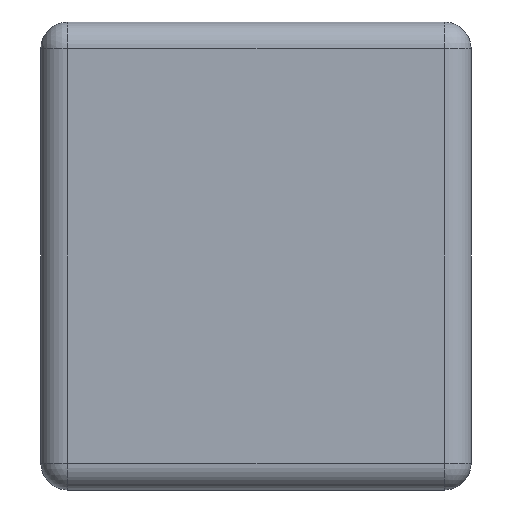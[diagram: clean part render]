
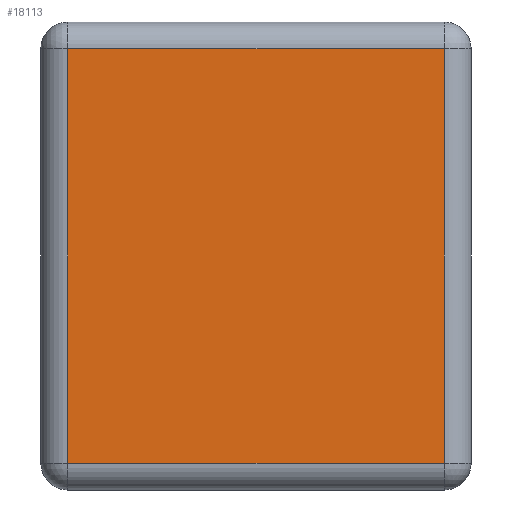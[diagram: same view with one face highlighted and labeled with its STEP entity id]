
A CAD part, left-side view. The second image highlights one B-rep face of the part: STEP entity #18113.
In plain terms, the highlighted planar face has unit normal (-1, 0, 0).
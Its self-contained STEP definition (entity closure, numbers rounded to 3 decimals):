
#18113 = ADVANCED_FACE('',(#18114),#18128,.F.);
#18114 = FACE_BOUND('',#18115,.F.);
#18115 = EDGE_LOOP('',(#18116,#18151,#18179,#18207));
#18116 = ORIENTED_EDGE('',*,*,#18117,.F.);
#18117 = EDGE_CURVE('',#18118,#18120,#18122,.T.);
#18118 = VERTEX_POINT('',#18119);
#18119 = CARTESIAN_POINT('',(-0.8,-0.35,0.05));
#18120 = VERTEX_POINT('',#18121);
#18121 = CARTESIAN_POINT('',(-0.8,-0.35,0.82));
#18122 = SURFACE_CURVE('',#18123,(#18127,#18139),.PCURVE_S1.);
#18123 = LINE('',#18124,#18125);
#18124 = CARTESIAN_POINT('',(-0.8,-0.35,0.));
#18125 = VECTOR('',#18126,1.);
#18126 = DIRECTION('',(0.,0.,1.));
#18127 = PCURVE('',#18128,#18133);
#18128 = PLANE('',#18129);
#18129 = AXIS2_PLACEMENT_3D('',#18130,#18131,#18132);
#18130 = CARTESIAN_POINT('',(-0.8,-0.4,0.));
#18131 = DIRECTION('',(1.,0.,0.));
#18132 = DIRECTION('',(0.,0.,1.));
#18133 = DEFINITIONAL_REPRESENTATION('',(#18134),#18138);
#18134 = LINE('',#18135,#18136);
#18135 = CARTESIAN_POINT('',(0.,-0.05));
#18136 = VECTOR('',#18137,1.);
#18137 = DIRECTION('',(1.,0.));
#18138 = ( GEOMETRIC_REPRESENTATION_CONTEXT(2) 
PARAMETRIC_REPRESENTATION_CONTEXT() REPRESENTATION_CONTEXT('2D SPACE',''
  ) );
#18139 = PCURVE('',#18140,#18145);
#18140 = CYLINDRICAL_SURFACE('',#18141,0.05);
#18141 = AXIS2_PLACEMENT_3D('',#18142,#18143,#18144);
#18142 = CARTESIAN_POINT('',(-0.75,-0.35,0.));
#18143 = DIRECTION('',(0.,0.,1.));
#18144 = DIRECTION('',(-1.,0.,0.));
#18145 = DEFINITIONAL_REPRESENTATION('',(#18146),#18150);
#18146 = LINE('',#18147,#18148);
#18147 = CARTESIAN_POINT('',(0.,0.));
#18148 = VECTOR('',#18149,1.);
#18149 = DIRECTION('',(0.,1.));
#18150 = ( GEOMETRIC_REPRESENTATION_CONTEXT(2) 
PARAMETRIC_REPRESENTATION_CONTEXT() REPRESENTATION_CONTEXT('2D SPACE',''
  ) );
#18151 = ORIENTED_EDGE('',*,*,#18152,.T.);
#18152 = EDGE_CURVE('',#18118,#18153,#18155,.T.);
#18153 = VERTEX_POINT('',#18154);
#18154 = CARTESIAN_POINT('',(-0.8,0.35,0.05));
#18155 = SURFACE_CURVE('',#18156,(#18160,#18167),.PCURVE_S1.);
#18156 = LINE('',#18157,#18158);
#18157 = CARTESIAN_POINT('',(-0.8,-0.4,0.05));
#18158 = VECTOR('',#18159,1.);
#18159 = DIRECTION('',(0.,1.,0.));
#18160 = PCURVE('',#18128,#18161);
#18161 = DEFINITIONAL_REPRESENTATION('',(#18162),#18166);
#18162 = LINE('',#18163,#18164);
#18163 = CARTESIAN_POINT('',(0.05,0.));
#18164 = VECTOR('',#18165,1.);
#18165 = DIRECTION('',(0.,-1.));
#18166 = ( GEOMETRIC_REPRESENTATION_CONTEXT(2) 
PARAMETRIC_REPRESENTATION_CONTEXT() REPRESENTATION_CONTEXT('2D SPACE',''
  ) );
#18167 = PCURVE('',#18168,#18173);
#18168 = CYLINDRICAL_SURFACE('',#18169,0.05);
#18169 = AXIS2_PLACEMENT_3D('',#18170,#18171,#18172);
#18170 = CARTESIAN_POINT('',(-0.75,-0.4,0.05));
#18171 = DIRECTION('',(0.,1.,0.));
#18172 = DIRECTION('',(-1.,0.,0.));
#18173 = DEFINITIONAL_REPRESENTATION('',(#18174),#18178);
#18174 = LINE('',#18175,#18176);
#18175 = CARTESIAN_POINT('',(0.,0.));
#18176 = VECTOR('',#18177,1.);
#18177 = DIRECTION('',(0.,1.));
#18178 = ( GEOMETRIC_REPRESENTATION_CONTEXT(2) 
PARAMETRIC_REPRESENTATION_CONTEXT() REPRESENTATION_CONTEXT('2D SPACE',''
  ) );
#18179 = ORIENTED_EDGE('',*,*,#18180,.T.);
#18180 = EDGE_CURVE('',#18153,#18181,#18183,.T.);
#18181 = VERTEX_POINT('',#18182);
#18182 = CARTESIAN_POINT('',(-0.8,0.35,0.82));
#18183 = SURFACE_CURVE('',#18184,(#18188,#18195),.PCURVE_S1.);
#18184 = LINE('',#18185,#18186);
#18185 = CARTESIAN_POINT('',(-0.8,0.35,0.));
#18186 = VECTOR('',#18187,1.);
#18187 = DIRECTION('',(0.,0.,1.));
#18188 = PCURVE('',#18128,#18189);
#18189 = DEFINITIONAL_REPRESENTATION('',(#18190),#18194);
#18190 = LINE('',#18191,#18192);
#18191 = CARTESIAN_POINT('',(0.,-0.75));
#18192 = VECTOR('',#18193,1.);
#18193 = DIRECTION('',(1.,0.));
#18194 = ( GEOMETRIC_REPRESENTATION_CONTEXT(2) 
PARAMETRIC_REPRESENTATION_CONTEXT() REPRESENTATION_CONTEXT('2D SPACE',''
  ) );
#18195 = PCURVE('',#18196,#18201);
#18196 = CYLINDRICAL_SURFACE('',#18197,0.05);
#18197 = AXIS2_PLACEMENT_3D('',#18198,#18199,#18200);
#18198 = CARTESIAN_POINT('',(-0.75,0.35,0.));
#18199 = DIRECTION('',(0.,0.,1.));
#18200 = DIRECTION('',(-1.,0.,0.));
#18201 = DEFINITIONAL_REPRESENTATION('',(#18202),#18206);
#18202 = LINE('',#18203,#18204);
#18203 = CARTESIAN_POINT('',(0.,0.));
#18204 = VECTOR('',#18205,1.);
#18205 = DIRECTION('',(0.,1.));
#18206 = ( GEOMETRIC_REPRESENTATION_CONTEXT(2) 
PARAMETRIC_REPRESENTATION_CONTEXT() REPRESENTATION_CONTEXT('2D SPACE',''
  ) );
#18207 = ORIENTED_EDGE('',*,*,#18208,.F.);
#18208 = EDGE_CURVE('',#18120,#18181,#18209,.T.);
#18209 = SURFACE_CURVE('',#18210,(#18214,#18221),.PCURVE_S1.);
#18210 = LINE('',#18211,#18212);
#18211 = CARTESIAN_POINT('',(-0.8,-0.4,0.82));
#18212 = VECTOR('',#18213,1.);
#18213 = DIRECTION('',(0.,1.,0.));
#18214 = PCURVE('',#18128,#18215);
#18215 = DEFINITIONAL_REPRESENTATION('',(#18216),#18220);
#18216 = LINE('',#18217,#18218);
#18217 = CARTESIAN_POINT('',(0.82,0.));
#18218 = VECTOR('',#18219,1.);
#18219 = DIRECTION('',(0.,-1.));
#18220 = ( GEOMETRIC_REPRESENTATION_CONTEXT(2) 
PARAMETRIC_REPRESENTATION_CONTEXT() REPRESENTATION_CONTEXT('2D SPACE',''
  ) );
#18221 = PCURVE('',#18222,#18227);
#18222 = CYLINDRICAL_SURFACE('',#18223,0.05);
#18223 = AXIS2_PLACEMENT_3D('',#18224,#18225,#18226);
#18224 = CARTESIAN_POINT('',(-0.75,-0.4,0.82));
#18225 = DIRECTION('',(0.,1.,0.));
#18226 = DIRECTION('',(-1.,0.,0.));
#18227 = DEFINITIONAL_REPRESENTATION('',(#18228),#18232);
#18228 = LINE('',#18229,#18230);
#18229 = CARTESIAN_POINT('',(0.,0.));
#18230 = VECTOR('',#18231,1.);
#18231 = DIRECTION('',(0.,1.));
#18232 = ( GEOMETRIC_REPRESENTATION_CONTEXT(2) 
PARAMETRIC_REPRESENTATION_CONTEXT() REPRESENTATION_CONTEXT('2D SPACE',''
  ) );
